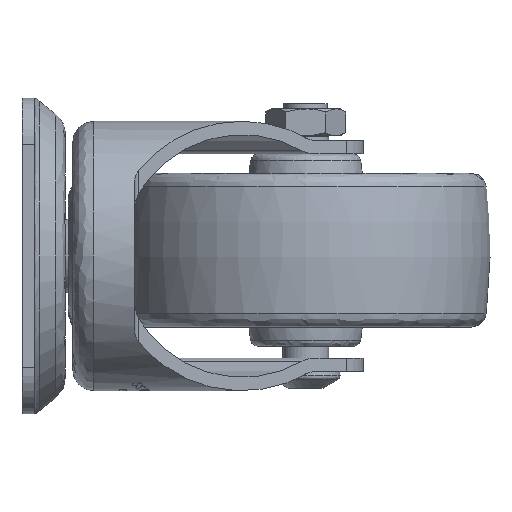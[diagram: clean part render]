
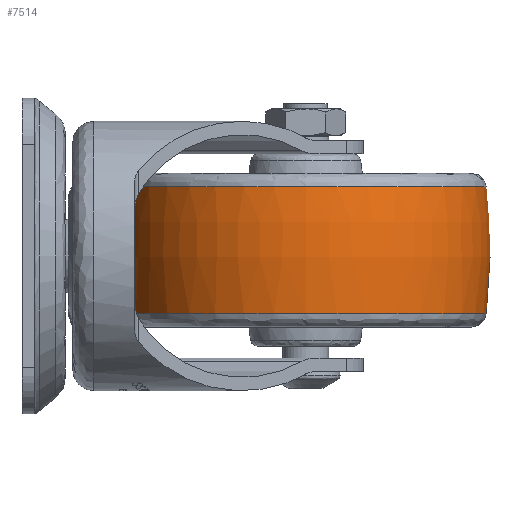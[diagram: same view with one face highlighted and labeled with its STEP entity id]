
A CAD part, left-side view. The second image highlights one B-rep face of the part: STEP entity #7514.
In plain terms, the highlighted toroidal (fillet/blend) face has major radius 63.5 mm and minor radius 101.6 mm.
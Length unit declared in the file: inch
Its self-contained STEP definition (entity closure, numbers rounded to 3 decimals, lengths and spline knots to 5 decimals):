
#1418 = AXIS2_PLACEMENT_3D ( 'NONE', #6564, #8002, #7916 ) ;
#3103 = DIRECTION ( 'NONE',  ( 0., 0., 1. ) ) ;
#3194 = DIRECTION ( 'NONE',  ( -1., 0., 0. ) ) ;
#3374 = EDGE_CURVE ( 'NONE', #8419, #8419, #10979, .T. ) ;
#3375 = EDGE_LOOP ( 'NONE', ( #11023 ) ) ;
#5806 = AXIS2_PLACEMENT_3D ( 'NONE', #12921, #3103, #3194 ) ;
#6318 = CARTESIAN_POINT ( 'NONE',  ( 0., 0., 0.563 ) ) ;
#6564 = CARTESIAN_POINT ( 'NONE',  ( 0., 0., 0.04688 ) ) ;
#7514 = ADVANCED_FACE ( 'NONE', ( #14769, #11801 ), #16388, .T. ) ;
#7538 = CARTESIAN_POINT ( 'NONE',  ( -1.46656, 0., 0.563 ) ) ;
#7916 = DIRECTION ( 'NONE',  ( -1., 0., 0. ) ) ;
#8002 = DIRECTION ( 'NONE',  ( 0., 0., -1. ) ) ;
#8419 = VERTEX_POINT ( 'NONE', #13919 ) ;
#8690 = CIRCLE ( 'NONE', #10980, 1.46656 ) ;
#10095 = DIRECTION ( 'NONE',  ( -1., 0., 0. ) ) ;
#10296 = EDGE_LOOP ( 'NONE', ( #12594 ) ) ;
#10961 = EDGE_CURVE ( 'NONE', #13110, #13110, #8690, .T. ) ;
#10979 = CIRCLE ( 'NONE', #5806, 1.46656 ) ;
#10980 = AXIS2_PLACEMENT_3D ( 'NONE', #6318, #11811, #10095 ) ;
#11023 = ORIENTED_EDGE ( 'NONE', *, *, #10961, .T. ) ;
#11801 = FACE_OUTER_BOUND ( 'NONE', #3375, .T. ) ;
#11811 = DIRECTION ( 'NONE',  ( 0., 0., -1. ) ) ;
#12594 = ORIENTED_EDGE ( 'NONE', *, *, #3374, .T. ) ;
#12921 = CARTESIAN_POINT ( 'NONE',  ( 0., 0., -0.46925 ) ) ;
#13110 = VERTEX_POINT ( 'NONE', #7538 ) ;
#13919 = CARTESIAN_POINT ( 'NONE',  ( -1.46656, 0., -0.46925 ) ) ;
#14769 = FACE_OUTER_BOUND ( 'NONE', #10296, .T. ) ;
#16388 = TOROIDAL_SURFACE ( 'NONE', #1418, -2.5, 4. ) ;
